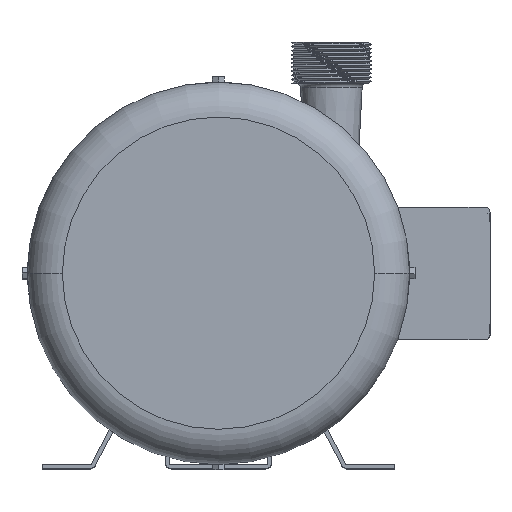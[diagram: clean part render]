
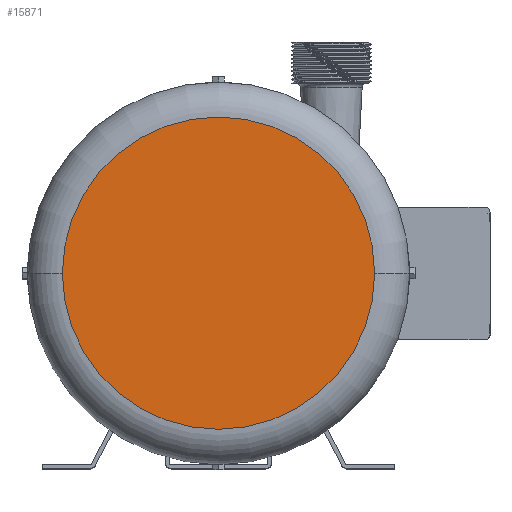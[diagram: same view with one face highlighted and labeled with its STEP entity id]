
A CAD part, top view. The second image highlights one B-rep face of the part: STEP entity #15871.
In plain terms, the highlighted planar face has unit normal (0, 0, 1).
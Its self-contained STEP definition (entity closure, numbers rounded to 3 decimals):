
#340 = VERTEX_POINT ( 'NONE', #519 ) ;
#519 = CARTESIAN_POINT ( 'NONE',  ( 95.508, 0., 205.034 ) ) ;
#4943 = CARTESIAN_POINT ( 'NONE',  ( -95.508, 0., 205.034 ) ) ;
#5792 = DIRECTION ( 'NONE',  ( -1., 0., 0. ) ) ;
#5852 = DIRECTION ( 'NONE',  ( 0., 0., -1. ) ) ;
#6882 = FACE_OUTER_BOUND ( 'NONE', #8420, .T. ) ;
#7342 = CIRCLE ( 'NONE', #11279, 95.508 ) ;
#8420 = EDGE_LOOP ( 'NONE', ( #20075, #11525 ) ) ;
#9312 = DIRECTION ( 'NONE',  ( -1., 0., 0. ) ) ;
#9417 = DIRECTION ( 'NONE',  ( 0., 0., -1. ) ) ;
#10220 = AXIS2_PLACEMENT_3D ( 'NONE', #18749, #5852, #9312 ) ;
#10985 = EDGE_CURVE ( 'NONE', #340, #23287, #19893, .T. ) ;
#11279 = AXIS2_PLACEMENT_3D ( 'NONE', #12150, #13767, #21311 ) ;
#11445 = CARTESIAN_POINT ( 'NONE',  ( 95.508, 0., 205.034 ) ) ;
#11525 = ORIENTED_EDGE ( 'NONE', *, *, #10985, .F. ) ;
#12150 = CARTESIAN_POINT ( 'NONE',  ( 0., 0., 205.034 ) ) ;
#13767 = DIRECTION ( 'NONE',  ( 0., 0., -1. ) ) ;
#14000 = AXIS2_PLACEMENT_3D ( 'NONE', #11445, #9417, #5792 ) ;
#15339 = PLANE ( 'NONE',  #14000 ) ;
#15871 = ADVANCED_FACE ( 'NONE', ( #6882 ), #15339, .F. ) ;
#18749 = CARTESIAN_POINT ( 'NONE',  ( 0., 0., 205.034 ) ) ;
#19893 = CIRCLE ( 'NONE', #10220, 95.508 ) ;
#20075 = ORIENTED_EDGE ( 'NONE', *, *, #21425, .F. ) ;
#21311 = DIRECTION ( 'NONE',  ( -1., 0., 0. ) ) ;
#21425 = EDGE_CURVE ( 'NONE', #23287, #340, #7342, .T. ) ;
#23287 = VERTEX_POINT ( 'NONE', #4943 ) ;
